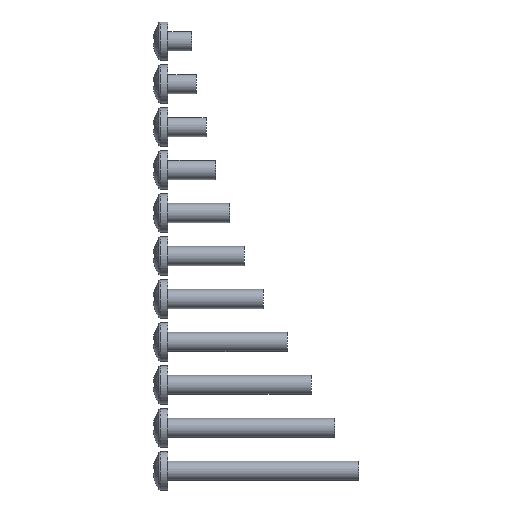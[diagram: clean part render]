
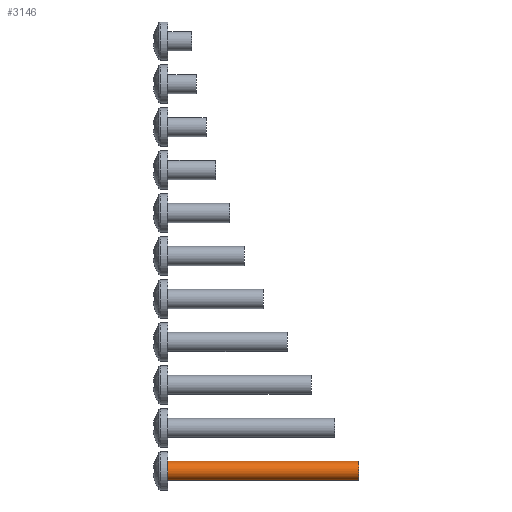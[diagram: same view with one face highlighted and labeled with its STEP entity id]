
A CAD part, front view. The second image highlights one B-rep face of the part: STEP entity #3146.
In plain terms, the highlighted cylindrical face has radius 2 mm (diameter 4 mm), a partial arc.
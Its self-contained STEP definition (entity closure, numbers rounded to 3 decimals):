
#183 = VERTEX_POINT ( 'NONE', #7552 ) ;
#911 = VERTEX_POINT ( 'NONE', #3765 ) ;
#926 = AXIS2_PLACEMENT_3D ( 'NONE', #5384, #8216, #7187 ) ;
#987 = AXIS2_PLACEMENT_3D ( 'NONE', #6848, #10373, #4318 ) ;
#1982 = AXIS2_PLACEMENT_3D ( 'NONE', #4218, #6855, #6968 ) ;
#2611 = ORIENTED_EDGE ( 'NONE', *, *, #5252, .F. ) ;
#3085 = EDGE_CURVE ( 'NONE', #9611, #5372, #9907, .T. ) ;
#3146 = ADVANCED_FACE ( 'NONE', ( #9271 ), #7542, .T. ) ;
#3312 = CIRCLE ( 'NONE', #926, 2. ) ;
#3393 = CARTESIAN_POINT ( 'NONE',  ( 43.1, 0., -2. ) ) ;
#3765 = CARTESIAN_POINT ( 'NONE',  ( 3.1, 0., 2. ) ) ;
#4082 = LINE ( 'NONE', #11175, #9106 ) ;
#4218 = CARTESIAN_POINT ( 'NONE',  ( 3.1, 0., 0. ) ) ;
#4318 = DIRECTION ( 'NONE',  ( 0., 0., 1. ) ) ;
#4538 = ORIENTED_EDGE ( 'NONE', *, *, #3085, .F. ) ;
#4558 = EDGE_LOOP ( 'NONE', ( #4538, #11198, #6628, #2611 ) ) ;
#4821 = VECTOR ( 'NONE', #10659, 1000. ) ;
#5105 = CARTESIAN_POINT ( 'NONE',  ( 3.1, 0., -2. ) ) ;
#5252 = EDGE_CURVE ( 'NONE', #5372, #911, #6953, .T. ) ;
#5372 = VERTEX_POINT ( 'NONE', #5105 ) ;
#5384 = CARTESIAN_POINT ( 'NONE',  ( 43.1, 0., 0. ) ) ;
#6628 = ORIENTED_EDGE ( 'NONE', *, *, #8906, .T. ) ;
#6848 = CARTESIAN_POINT ( 'NONE',  ( -25.4, 0., 0. ) ) ;
#6855 = DIRECTION ( 'NONE',  ( -1., 0., 0. ) ) ;
#6953 = CIRCLE ( 'NONE', #1982, 2. ) ;
#6968 = DIRECTION ( 'NONE',  ( 0., 0., 1. ) ) ;
#7187 = DIRECTION ( 'NONE',  ( 0., 0., 1. ) ) ;
#7202 = CARTESIAN_POINT ( 'NONE',  ( -25.4, 0., -2. ) ) ;
#7542 = CYLINDRICAL_SURFACE ( 'NONE', #987, 2. ) ;
#7552 = CARTESIAN_POINT ( 'NONE',  ( 43.1, 0., 2. ) ) ;
#8216 = DIRECTION ( 'NONE',  ( -1., 0., 0. ) ) ;
#8906 = EDGE_CURVE ( 'NONE', #183, #911, #4082, .T. ) ;
#9106 = VECTOR ( 'NONE', #10250, 1000. ) ;
#9271 = FACE_OUTER_BOUND ( 'NONE', #4558, .T. ) ;
#9611 = VERTEX_POINT ( 'NONE', #3393 ) ;
#9907 = LINE ( 'NONE', #7202, #4821 ) ;
#10250 = DIRECTION ( 'NONE',  ( -1., 0., 0. ) ) ;
#10373 = DIRECTION ( 'NONE',  ( -1., 0., 0. ) ) ;
#10659 = DIRECTION ( 'NONE',  ( -1., 0., 0. ) ) ;
#10899 = EDGE_CURVE ( 'NONE', #9611, #183, #3312, .T. ) ;
#11175 = CARTESIAN_POINT ( 'NONE',  ( -25.4, 0., 2. ) ) ;
#11198 = ORIENTED_EDGE ( 'NONE', *, *, #10899, .T. ) ;
